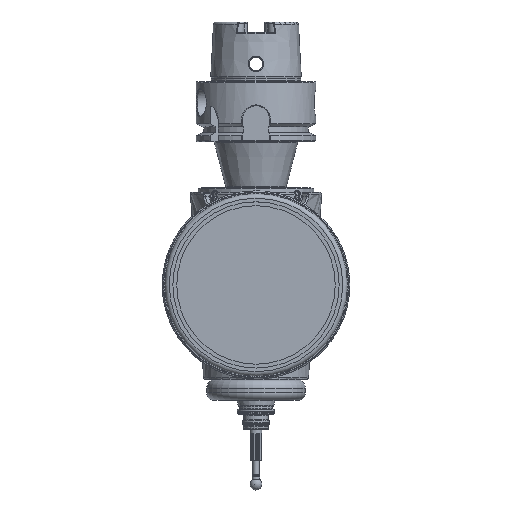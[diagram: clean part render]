
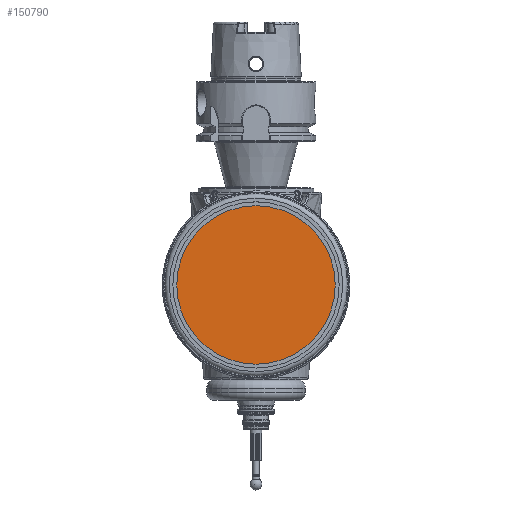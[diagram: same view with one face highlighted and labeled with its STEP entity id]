
A CAD part, top view. The second image highlights one B-rep face of the part: STEP entity #150790.
In plain terms, the highlighted face is planar.
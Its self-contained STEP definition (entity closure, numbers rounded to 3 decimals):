
#150727=CARTESIAN_POINT('',(-27.5,0.,-0.));
#150728=VERTEX_POINT('',#150727);
#150735=CARTESIAN_POINT('',(27.5,0.,0.));
#150736=VERTEX_POINT('',#150735);
#150737=CARTESIAN_POINT('',(0.,0.,0.));
#150738=DIRECTION('',(-0.,1.,0.));
#150739=DIRECTION('',(1.,0.,0.));
#150740=AXIS2_PLACEMENT_3D('',#150737,#150738,#150739);
#150741=CIRCLE('',#150740,27.5);
#150742=EDGE_CURVE('',#150728,#150736,#150741,.T.);
#150744=CARTESIAN_POINT('',(0.,0.,0.));
#150745=DIRECTION('',(-0.,1.,0.));
#150746=DIRECTION('',(1.,0.,0.));
#150747=AXIS2_PLACEMENT_3D('',#150744,#150745,#150746);
#150748=CIRCLE('',#150747,27.5);
#150749=EDGE_CURVE('',#150736,#150728,#150748,.T.);
#150781=CARTESIAN_POINT('',(0.,0.,0.));
#150782=DIRECTION('',(0.,1.,0.));
#150783=DIRECTION('',(0.,0.,1.));
#150784=AXIS2_PLACEMENT_3D('',#150781,#150782,#150783);
#150785=PLANE('',#150784);
#150786=ORIENTED_EDGE('',*,*,#150742,.F.);
#150787=ORIENTED_EDGE('',*,*,#150749,.F.);
#150788=EDGE_LOOP('',(#150786,#150787));
#150789=FACE_BOUND('',#150788,.T.);
#150790=ADVANCED_FACE('',(#150789),#150785,.F.);
